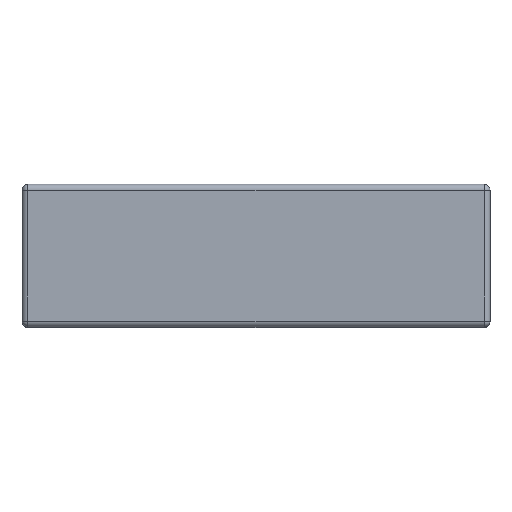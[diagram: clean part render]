
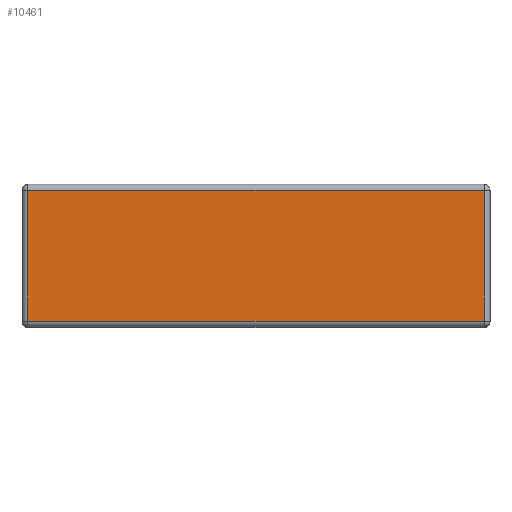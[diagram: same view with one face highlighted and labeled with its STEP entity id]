
A CAD part, top view. The second image highlights one B-rep face of the part: STEP entity #10461.
In plain terms, the highlighted planar face has unit normal (0, 0, 1).
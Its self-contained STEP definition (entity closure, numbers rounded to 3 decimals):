
#979 = DIRECTION ( 'NONE',  ( 0., 1., 0. ) ) ;
#1165 = EDGE_LOOP ( 'NONE', ( #10366, #6835, #11461, #8274 ) ) ;
#1590 = DIRECTION ( 'NONE',  ( -1., 0., 0. ) ) ;
#1820 = AXIS2_PLACEMENT_3D ( 'NONE', #2078, #11079, #2141 ) ;
#2078 = CARTESIAN_POINT ( 'NONE',  ( 0., 0., 10.16 ) ) ;
#2141 = DIRECTION ( 'NONE',  ( 1., 0., 0. ) ) ;
#2881 = CARTESIAN_POINT ( 'NONE',  ( -9.575, 2.75, 10.16 ) ) ;
#3025 = LINE ( 'NONE', #3092, #3941 ) ;
#3092 = CARTESIAN_POINT ( 'NONE',  ( 9.575, 3., 10.16 ) ) ;
#3688 = VERTEX_POINT ( 'NONE', #7680 ) ;
#3747 = DIRECTION ( 'NONE',  ( 0., -1., 0. ) ) ;
#3904 = DIRECTION ( 'NONE',  ( 1., 0., 0. ) ) ;
#3941 = VECTOR ( 'NONE', #979, 1000. ) ;
#4721 = LINE ( 'NONE', #5756, #8551 ) ;
#5241 = CARTESIAN_POINT ( 'NONE',  ( -9.575, -2.75, 10.16 ) ) ;
#5518 = CARTESIAN_POINT ( 'NONE',  ( -9.825, 2.75, 10.16 ) ) ;
#5756 = CARTESIAN_POINT ( 'NONE',  ( -9.575, -3., 10.16 ) ) ;
#6018 = PLANE ( 'NONE',  #1820 ) ;
#6543 = VECTOR ( 'NONE', #3904, 1000. ) ;
#6706 = CARTESIAN_POINT ( 'NONE',  ( 9.575, 2.75, 10.16 ) ) ;
#6835 = ORIENTED_EDGE ( 'NONE', *, *, #11974, .T. ) ;
#7126 = FACE_OUTER_BOUND ( 'NONE', #1165, .T. ) ;
#7680 = CARTESIAN_POINT ( 'NONE',  ( 9.575, -2.75, 10.16 ) ) ;
#7691 = CARTESIAN_POINT ( 'NONE',  ( 9.825, -2.75, 10.16 ) ) ;
#8214 = EDGE_CURVE ( 'NONE', #11039, #11465, #4721, .T. ) ;
#8274 = ORIENTED_EDGE ( 'NONE', *, *, #9160, .T. ) ;
#8551 = VECTOR ( 'NONE', #3747, 1000. ) ;
#9160 = EDGE_CURVE ( 'NONE', #11954, #11039, #12422, .T. ) ;
#9667 = EDGE_CURVE ( 'NONE', #3688, #11954, #3025, .T. ) ;
#10366 = ORIENTED_EDGE ( 'NONE', *, *, #8214, .T. ) ;
#10461 = ADVANCED_FACE ( 'NONE', ( #7126 ), #6018, .T. ) ;
#10714 = LINE ( 'NONE', #7691, #6543 ) ;
#11039 = VERTEX_POINT ( 'NONE', #2881 ) ;
#11079 = DIRECTION ( 'NONE',  ( 0., 0., 1. ) ) ;
#11461 = ORIENTED_EDGE ( 'NONE', *, *, #9667, .T. ) ;
#11465 = VERTEX_POINT ( 'NONE', #5241 ) ;
#11954 = VERTEX_POINT ( 'NONE', #6706 ) ;
#11974 = EDGE_CURVE ( 'NONE', #11465, #3688, #10714, .T. ) ;
#12170 = VECTOR ( 'NONE', #1590, 1000. ) ;
#12422 = LINE ( 'NONE', #5518, #12170 ) ;
